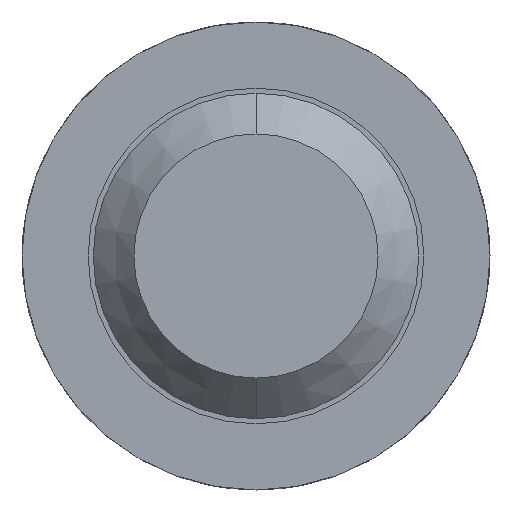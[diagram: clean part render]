
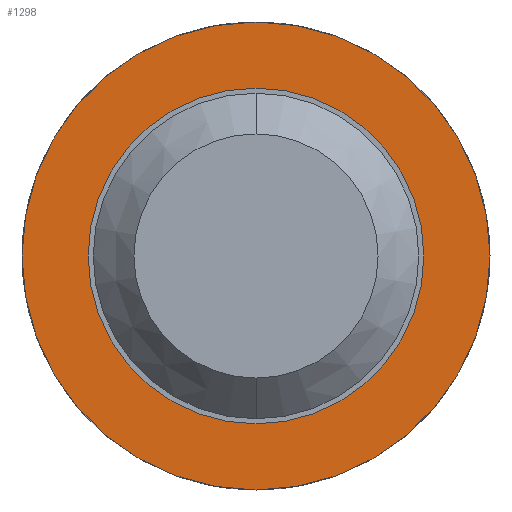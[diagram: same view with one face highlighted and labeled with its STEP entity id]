
A CAD part, front view. The second image highlights one B-rep face of the part: STEP entity #1298.
In plain terms, the highlighted planar face has unit normal (0, -1, 0).
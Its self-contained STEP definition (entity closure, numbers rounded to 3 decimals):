
#173 = AXIS2_PLACEMENT_3D ( 'NONE', #4008, #1817, #4727 ) ;
#178 = CIRCLE ( 'NONE', #430, 0.825 ) ;
#277 = DIRECTION ( 'NONE',  ( 0., 0., 1. ) ) ;
#387 = CARTESIAN_POINT ( 'NONE',  ( 0., -1.5, 0.825 ) ) ;
#430 = AXIS2_PLACEMENT_3D ( 'NONE', #1770, #4315, #277 ) ;
#442 = EDGE_LOOP ( 'NONE', ( #503, #2134 ) ) ;
#472 = CIRCLE ( 'NONE', #1410, 0.825 ) ;
#503 = ORIENTED_EDGE ( 'NONE', *, *, #1227, .F. ) ;
#577 = DIRECTION ( 'NONE',  ( 0., 0., 1. ) ) ;
#688 = CARTESIAN_POINT ( 'NONE',  ( 0., -1.5, 1.15 ) ) ;
#738 = VERTEX_POINT ( 'NONE', #387 ) ;
#836 = VERTEX_POINT ( 'NONE', #1199 ) ;
#872 = CARTESIAN_POINT ( 'NONE',  ( 0., -1.5, 0. ) ) ;
#965 = DIRECTION ( 'NONE',  ( 0., 0., 1. ) ) ;
#1196 = ORIENTED_EDGE ( 'NONE', *, *, #1935, .T. ) ;
#1199 = CARTESIAN_POINT ( 'NONE',  ( 0., -1.5, -0.825 ) ) ;
#1227 = EDGE_CURVE ( 'Defeature ausgef�hrt4_44+Defeature ausgef�hrt4_48+Defeature ausgef�hrt4_48+Defeature ausgef�hrt4_48', #4187, #3667, #3066, .T. ) ;
#1236 = FACE_OUTER_BOUND ( 'NONE', #442, .T. ) ;
#1273 = DIRECTION ( 'NONE',  ( 0., 1., 0. ) ) ;
#1298 = ADVANCED_FACE ( 'Defeature ausgef�hrt4_48', ( #1236, #4551 ), #3288, .F. ) ;
#1410 = AXIS2_PLACEMENT_3D ( 'NONE', #872, #1273, #4211 ) ;
#1561 = EDGE_CURVE ( 'Defeature ausgef�hrt4_44+Defeature ausgef�hrt4_48+Defeature ausgef�hrt4_48+Defeature ausgef�hrt4_48', #3667, #4187, #2841, .T. ) ;
#1594 = ORIENTED_EDGE ( 'NONE', *, *, #2476, .T. ) ;
#1685 = CARTESIAN_POINT ( 'NONE',  ( 0., -1.5, 0. ) ) ;
#1770 = CARTESIAN_POINT ( 'NONE',  ( 0., -1.5, 0. ) ) ;
#1817 = DIRECTION ( 'NONE',  ( 0., 1., 0. ) ) ;
#1843 = EDGE_LOOP ( 'NONE', ( #1196, #1594 ) ) ;
#1935 = EDGE_CURVE ( 'Defeature ausgef�hrt4_48+Defeature ausgef�hrt4_47+Defeature ausgef�hrt4_47+Defeature ausgef�hrt4_47', #738, #836, #472, .T. ) ;
#2134 = ORIENTED_EDGE ( 'NONE', *, *, #1561, .F. ) ;
#2183 = DIRECTION ( 'NONE',  ( 0., 1., 0. ) ) ;
#2476 = EDGE_CURVE ( 'Defeature ausgef�hrt4_48+Defeature ausgef�hrt4_47+Defeature ausgef�hrt4_47+Defeature ausgef�hrt4_47', #836, #738, #178, .T. ) ;
#2841 = CIRCLE ( 'NONE', #4626, 1.15 ) ;
#2974 = CARTESIAN_POINT ( 'NONE',  ( 0., -1.5, -1.15 ) ) ;
#3066 = CIRCLE ( 'NONE', #4458, 1.15 ) ;
#3288 = PLANE ( 'NONE',  #173 ) ;
#3445 = DIRECTION ( 'NONE',  ( 0., 1., 0. ) ) ;
#3667 = VERTEX_POINT ( 'NONE', #2974 ) ;
#4008 = CARTESIAN_POINT ( 'NONE',  ( 0.825, -1.5, 0. ) ) ;
#4187 = VERTEX_POINT ( 'NONE', #688 ) ;
#4211 = DIRECTION ( 'NONE',  ( 0., 0., 1. ) ) ;
#4315 = DIRECTION ( 'NONE',  ( 0., 1., 0. ) ) ;
#4458 = AXIS2_PLACEMENT_3D ( 'NONE', #1685, #2183, #965 ) ;
#4538 = CARTESIAN_POINT ( 'NONE',  ( 0., -1.5, 0. ) ) ;
#4551 = FACE_BOUND ( 'NONE', #1843, .T. ) ;
#4626 = AXIS2_PLACEMENT_3D ( 'NONE', #4538, #3445, #577 ) ;
#4727 = DIRECTION ( 'NONE',  ( 0., 0., 1. ) ) ;
